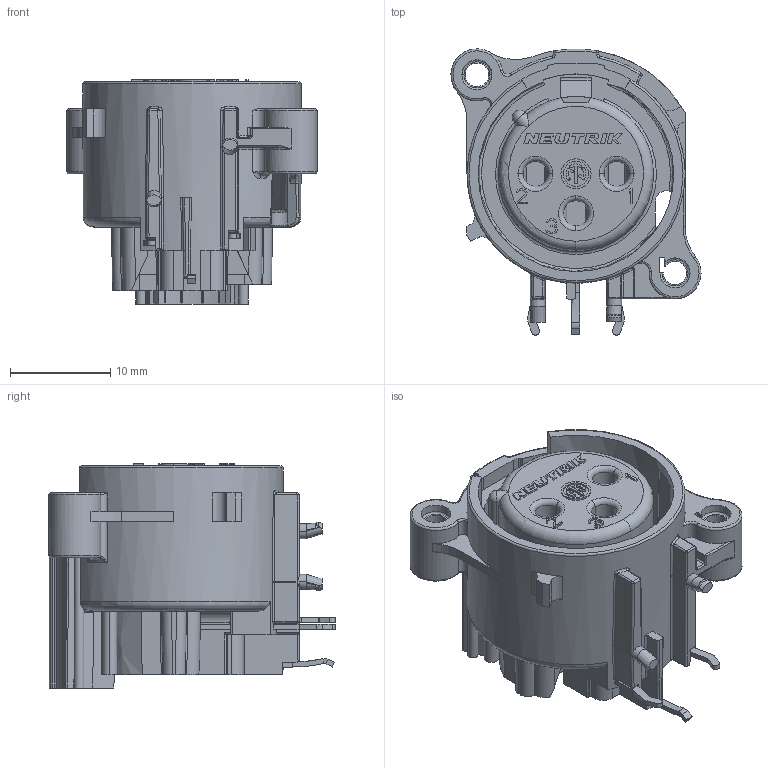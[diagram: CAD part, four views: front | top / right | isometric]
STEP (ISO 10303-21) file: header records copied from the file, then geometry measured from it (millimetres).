
FILE_DESCRIPTION((''),'2;1');
FILE_NAME('30010592','2023-08-31T11:45:26',('phk'),(''),'CREO PARAMETRIC BY PTC INC, 2021184','CREO PARAMETRIC BY PTC INC, 2021184','');
FILE_SCHEMA(('CONFIG_CONTROL_DESIGN'));
Length unit declared in the file: millimetre
Products named in the file (1): 30010592
Bounding box: 25 x 28.6 x 22.4 mm (x, y, z)
Volume: 5645.8 mm3; surface area: 4872.1 mm2
Topology: 1 solids, 3 shells, 1080 faces, 2957 edges, 1903 vertices
Faces by surface type: plane 578, cylinder 303, bspline 89, torus 57, cone 31, sphere 20, extrusion 2
Entity records: 38171 total; most frequent: CARTESIAN_POINT 11582, ORIENTED_EDGE 5908, DIRECTION 5068, EDGE_CURVE 2954, VERTEX_POINT 1903, VECTOR 1762, LINE 1760, AXIS2_PLACEMENT_3D 1653
